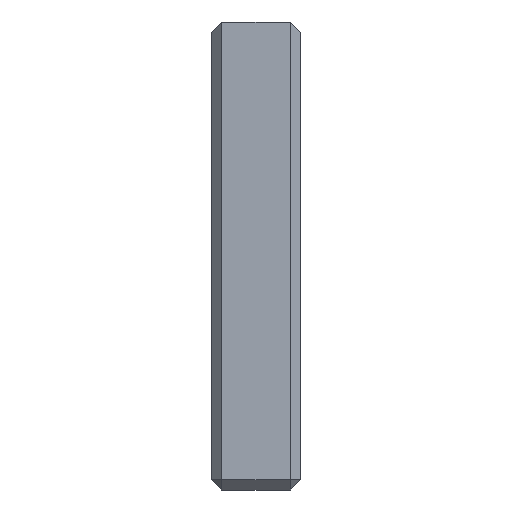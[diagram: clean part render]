
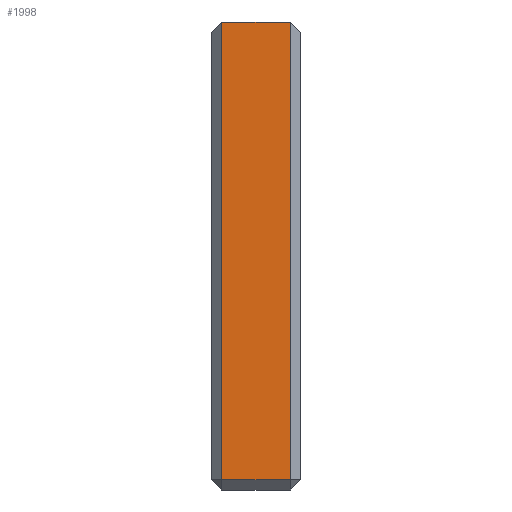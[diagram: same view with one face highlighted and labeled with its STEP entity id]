
A CAD part, front view. The second image highlights one B-rep face of the part: STEP entity #1998.
In plain terms, the highlighted planar face has unit normal (0, -1, 0).
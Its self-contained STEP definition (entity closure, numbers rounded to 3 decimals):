
#94=FACE_OUTER_BOUND('',#208,.T.);
#208=EDGE_LOOP('',(#1529,#1530,#1531,#1532));
#391=LINE('',#3004,#669);
#397=LINE('',#3015,#675);
#399=LINE('',#3018,#677);
#405=LINE('',#3030,#683);
#669=VECTOR('',#2443,10.);
#675=VECTOR('',#2455,10.);
#677=VECTOR('',#2459,10.);
#683=VECTOR('',#2473,10.);
#876=VERTEX_POINT('',#2906);
#884=VERTEX_POINT('',#2925);
#908=VERTEX_POINT('',#2997);
#909=VERTEX_POINT('',#3006);
#1119=EDGE_CURVE('',#876,#908,#391,.T.);
#1125=EDGE_CURVE('',#908,#909,#397,.T.);
#1127=EDGE_CURVE('',#909,#884,#399,.T.);
#1133=EDGE_CURVE('',#884,#876,#405,.T.);
#1529=ORIENTED_EDGE('',*,*,#1119,.F.);
#1530=ORIENTED_EDGE('',*,*,#1133,.F.);
#1531=ORIENTED_EDGE('',*,*,#1127,.F.);
#1532=ORIENTED_EDGE('',*,*,#1125,.F.);
#1884=PLANE('',#2164);
#1998=ADVANCED_FACE('',(#94),#1884,.T.);
#2164=AXIS2_PLACEMENT_3D('',#3032,#2476,#2477);
#2443=DIRECTION('',(0.,0.,-1.));
#2455=DIRECTION('',(-1.,0.,0.));
#2459=DIRECTION('',(0.,0.,1.));
#2473=DIRECTION('',(1.,0.,0.));
#2476=DIRECTION('center_axis',(0.,-1.,0.));
#2477=DIRECTION('ref_axis',(1.,0.,0.));
#2906=CARTESIAN_POINT('',(3.167,-200.025,46.038));
#2925=CARTESIAN_POINT('',(-3.564,-200.025,46.038));
#2997=CARTESIAN_POINT('',(3.167,-200.025,1.));
#3004=CARTESIAN_POINT('',(3.167,-200.025,0.));
#3006=CARTESIAN_POINT('',(-3.564,-200.025,1.));
#3015=CARTESIAN_POINT('',(-4.564,-200.025,1.));
#3018=CARTESIAN_POINT('',(-3.564,-200.025,7.541));
#3030=CARTESIAN_POINT('',(-2.381,-200.025,46.038));
#3032=CARTESIAN_POINT('Origin',(-4.564,-200.025,0.));
